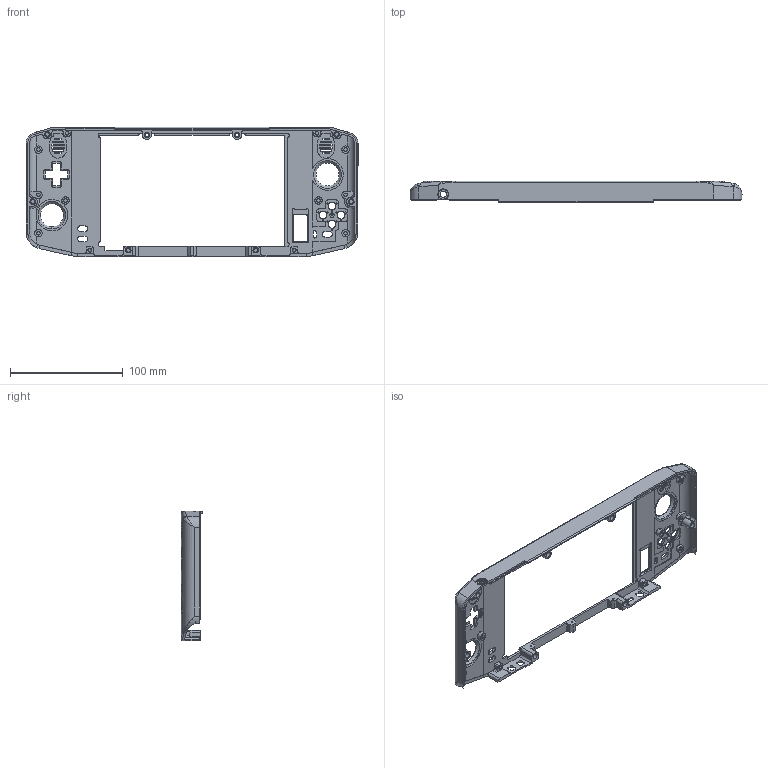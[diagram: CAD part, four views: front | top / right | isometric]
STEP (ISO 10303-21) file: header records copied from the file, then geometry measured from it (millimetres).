
FILE_DESCRIPTION (( 'STEP AP214' ), '1' );
FILE_NAME ('Housing Front.STEP', '2023-06-08T08:32:05', ( '' ), ( '' ), 'SwSTEP 2.0', 'SolidWorks 2021', '' );
FILE_SCHEMA (( 'AUTOMOTIVE_DESIGN' ));
Length unit declared in the file: millimetre
Products named in the file (1): Housing Front
Bounding box: 294 x 19 x 115 mm (x, y, z)
Volume: 66265.4 mm3; surface area: 54745.6 mm2
Topology: 1 solids, 1 shells, 767 faces, 2115 edges, 1385 vertices
Faces by surface type: cylinder 375, plane 343, bspline 35, cone 14
Entity records: 30422 total; most frequent: CARTESIAN_POINT 10871, ORIENTED_EDGE 4222, DIRECTION 3979, EDGE_CURVE 2111, VERTEX_POINT 1385, AXIS2_PLACEMENT_3D 1384, VECTOR 1211, LINE 1211
